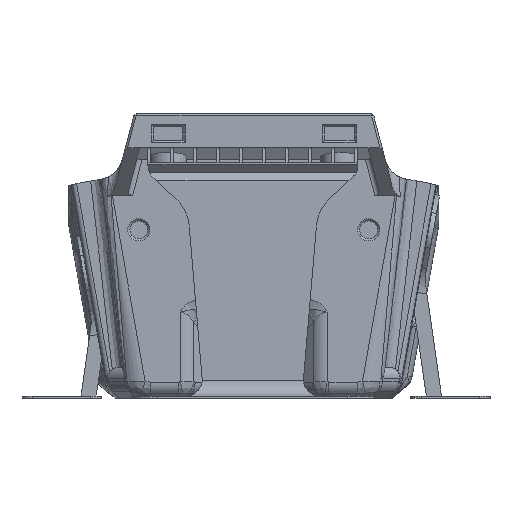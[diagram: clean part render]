
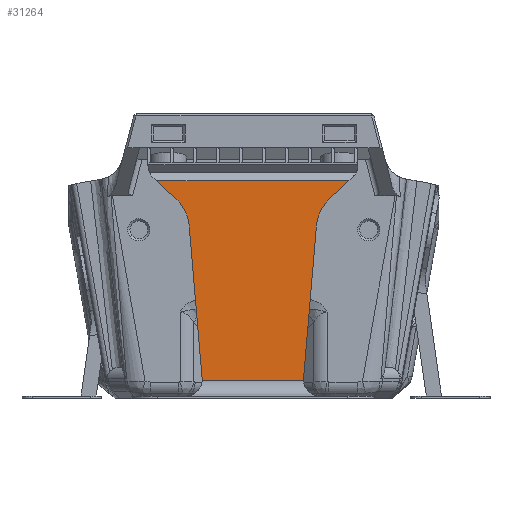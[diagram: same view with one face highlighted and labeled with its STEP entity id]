
A CAD part, front view. The second image highlights one B-rep face of the part: STEP entity #31264.
In plain terms, the highlighted planar face has unit normal (0, -1, 0).
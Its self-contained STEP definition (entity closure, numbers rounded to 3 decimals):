
#1370=CIRCLE('',#33293,3.);
#1371=CIRCLE('',#33294,3.);
#1372=CIRCLE('',#33295,8.);
#1373=CIRCLE('',#33296,8.);
#4404=ORIENTED_EDGE('',*,*,#13366,.T.);
#4405=ORIENTED_EDGE('',*,*,#13367,.T.);
#4406=ORIENTED_EDGE('',*,*,#13368,.T.);
#4407=ORIENTED_EDGE('',*,*,#13364,.F.);
#4408=ORIENTED_EDGE('',*,*,#13369,.T.);
#4409=ORIENTED_EDGE('',*,*,#13370,.T.);
#4410=ORIENTED_EDGE('',*,*,#13371,.F.);
#4411=ORIENTED_EDGE('',*,*,#13372,.F.);
#4412=ORIENTED_EDGE('',*,*,#13373,.T.);
#4413=ORIENTED_EDGE('',*,*,#13374,.T.);
#13364=EDGE_CURVE('',#17954,#17955,#20976,.T.);
#13366=EDGE_CURVE('',#17956,#17957,#1370,.T.);
#13367=EDGE_CURVE('',#17957,#17958,#20978,.F.);
#13368=EDGE_CURVE('',#17958,#17955,#1371,.T.);
#13369=EDGE_CURVE('',#17954,#17959,#1372,.T.);
#13370=EDGE_CURVE('',#17959,#17960,#20979,.T.);
#13371=EDGE_CURVE('',#17961,#17960,#20980,.T.);
#13372=EDGE_CURVE('',#17962,#17961,#20981,.T.);
#13373=EDGE_CURVE('',#17962,#17963,#1373,.T.);
#13374=EDGE_CURVE('',#17963,#17956,#20982,.T.);
#17954=VERTEX_POINT('',#47377);
#17955=VERTEX_POINT('',#47379);
#17956=VERTEX_POINT('',#47383);
#17957=VERTEX_POINT('',#47384);
#17958=VERTEX_POINT('',#47386);
#17959=VERTEX_POINT('',#47389);
#17960=VERTEX_POINT('',#47391);
#17961=VERTEX_POINT('',#47393);
#17962=VERTEX_POINT('',#47395);
#17963=VERTEX_POINT('',#47397);
#20976=LINE('',#47378,#23749);
#20978=LINE('',#47385,#23751);
#20979=LINE('',#47390,#23752);
#20980=LINE('',#47392,#23753);
#20981=LINE('',#47394,#23754);
#20982=LINE('',#47398,#23755);
#23749=VECTOR('',#36915,1000.);
#23751=VECTOR('',#36921,1000.);
#23752=VECTOR('',#36926,1000.);
#23753=VECTOR('',#36927,1000.);
#23754=VECTOR('',#36928,1000.);
#23755=VECTOR('',#36931,1000.);
#26429=EDGE_LOOP('',(#4404,#4405,#4406,#4407,#4408,#4409,#4410,#4411,#4412,
#4413));
#28380=FACE_BOUND('',#26429,.T.);
#30193=PLANE('',#33292);
#31264=ADVANCED_FACE('',(#28380),#30193,.F.);
#33292=AXIS2_PLACEMENT_3D('',#47381,#36917,#36918);
#33293=AXIS2_PLACEMENT_3D('',#47382,#36919,#36920);
#33294=AXIS2_PLACEMENT_3D('',#47387,#36922,#36923);
#33295=AXIS2_PLACEMENT_3D('',#47388,#36924,#36925);
#33296=AXIS2_PLACEMENT_3D('',#47396,#36929,#36930);
#36915=DIRECTION('',(-0.084,0.,-0.996));
#36917=DIRECTION('',(0.,1.,0.));
#36918=DIRECTION('',(0.,0.,1.));
#36919=DIRECTION('',(0.,1.,0.));
#36920=DIRECTION('',(0.,0.,1.));
#36921=DIRECTION('',(-1.,0.,0.));
#36922=DIRECTION('',(0.,1.,0.));
#36923=DIRECTION('',(0.,0.,1.));
#36924=DIRECTION('',(0.,1.,0.));
#36925=DIRECTION('',(0.,0.,1.));
#36926=DIRECTION('',(0.731,0.,0.682));
#36927=DIRECTION('',(1.,0.,0.));
#36928=DIRECTION('',(-0.731,0.,0.682));
#36929=DIRECTION('',(0.,1.,0.));
#36930=DIRECTION('',(0.,0.,1.));
#36931=DIRECTION('',(0.084,0.,-0.996));
#47377=CARTESIAN_POINT('',(11.856,-32.314,32.579));
#47378=CARTESIAN_POINT('',(36.482,-32.314,324.724));
#47379=CARTESIAN_POINT('',(9.418,-32.314,3.652));
#47381=CARTESIAN_POINT('',(0.,-32.314,327.8));
#47382=CARTESIAN_POINT('',(-12.767,-32.314,3.4));
#47383=CARTESIAN_POINT('',(-9.777,-32.314,3.652));
#47384=CARTESIAN_POINT('',(-9.767,-32.314,3.4));
#47385=CARTESIAN_POINT('',(9.143,-32.314,3.4));
#47386=CARTESIAN_POINT('',(9.407,-32.314,3.4));
#47387=CARTESIAN_POINT('',(12.407,-32.314,3.4));
#47388=CARTESIAN_POINT('',(19.828,-32.314,31.907));
#47389=CARTESIAN_POINT('',(14.372,-32.314,37.757));
#47390=CARTESIAN_POINT('',(16.736,-32.314,39.963));
#47391=CARTESIAN_POINT('',(17.982,-32.314,41.124));
#47392=CARTESIAN_POINT('',(-65.369,-32.314,41.124));
#47393=CARTESIAN_POINT('',(-18.341,-32.314,41.124));
#47394=CARTESIAN_POINT('',(-17.096,-32.314,39.963));
#47395=CARTESIAN_POINT('',(-14.731,-32.314,37.757));
#47396=CARTESIAN_POINT('',(-20.187,-32.314,31.907));
#47397=CARTESIAN_POINT('',(-12.216,-32.314,32.579));
#47398=CARTESIAN_POINT('',(-36.839,-32.314,324.694));
